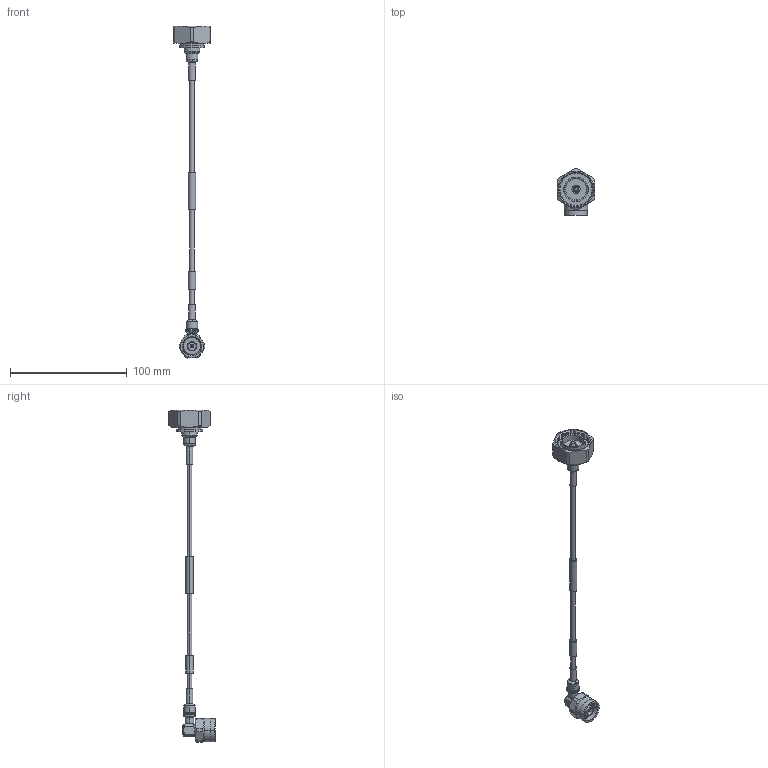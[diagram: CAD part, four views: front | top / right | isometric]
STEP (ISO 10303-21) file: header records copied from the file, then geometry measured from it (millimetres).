
FILE_DESCRIPTION (( 'STEP AP214' ), '1' );
FILE_NAME ('FMCA2509_3D.step', '2024-06-18T04:39:25', ( '' ), ( '' ), 'SwSTEP 2.0', 'SolidWorks 2022', '' );
FILE_SCHEMA (( 'AUTOMOTIVE_DESIGN' ));
Length unit declared in the file: inch
Products named in the file (5): TC-402-NM-RA-LP-PE_3D^FMCA2509; FMCA2509_3D; TC-402-716M-LP_3D^FMCA2509; Heat Shrink^FMCA2509; TFT-5G-402^FMCA2509
Assembly tree (4 placements, depth 2):
  FMCA2509_3D
    TFT-5G-402^FMCA2509
    Heat Shrink^FMCA2509
    TC-402-NM-RA-LP-PE_3D^FMCA2509
    TC-402-716M-LP_3D^FMCA2509
Bounding box: 31.86 x 39.45 x 284.64 mm (x, y, z)
Volume: 23079.6 mm3; surface area: 15298 mm2
Topology: 5 solids, 5 shells, 279 faces, 638 edges, 401 vertices
Faces by surface type: cylinder 124, cone 70, plane 69, bspline 12, torus 4
Entity records: 9998 total; most frequent: CARTESIAN_POINT 3386, DIRECTION 1433, ORIENTED_EDGE 1276, EDGE_CURVE 638, AXIS2_PLACEMENT_3D 601, VERTEX_POINT 401, CIRCLE 327, EDGE_LOOP 315
